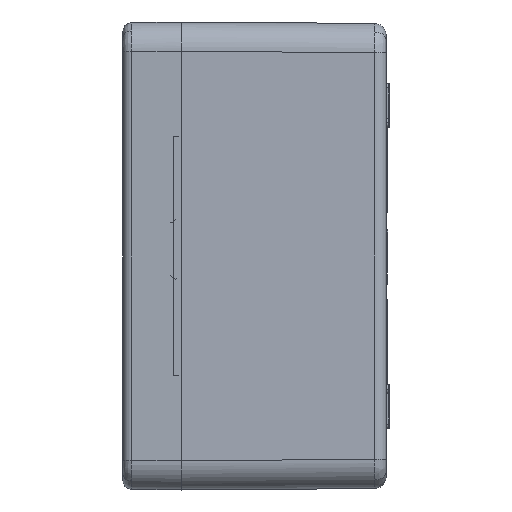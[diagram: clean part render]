
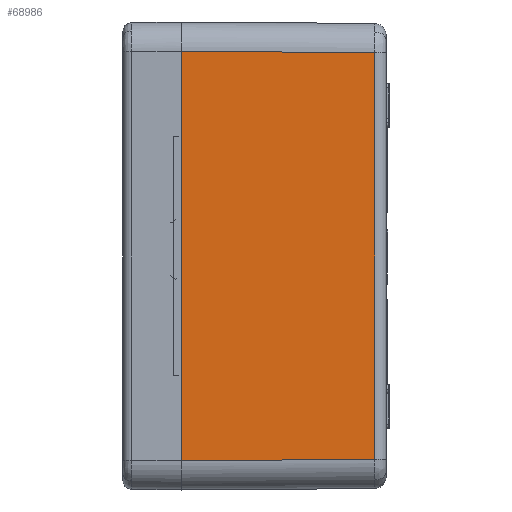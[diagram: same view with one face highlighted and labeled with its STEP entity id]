
A CAD part, left-side view. The second image highlights one B-rep face of the part: STEP entity #68986.
In plain terms, the highlighted planar face has unit normal (-1, -0.007, 0).
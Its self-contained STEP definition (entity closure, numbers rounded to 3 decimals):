
#213 = FACE_OUTER_BOUND ( 'NONE', #48052, .T. ) ;
#2763 = LINE ( 'NONE', #18970, #49191 ) ;
#3512 = CARTESIAN_POINT ( 'NONE',  ( -279.522, -66.528, 69.522 ) ) ;
#7032 = VECTOR ( 'NONE', #57876, 1000. ) ;
#7341 = DIRECTION ( 'NONE',  ( 0.007, -1., 0.007 ) ) ;
#8023 = CARTESIAN_POINT ( 'NONE',  ( -279.983, -0.5, -69.983 ) ) ;
#10031 = LINE ( 'NONE', #21688, #68416 ) ;
#12334 = CARTESIAN_POINT ( 'NONE',  ( -280., 2., -80. ) ) ;
#12396 = VERTEX_POINT ( 'NONE', #44453 ) ;
#16938 = ORIENTED_EDGE ( 'NONE', *, *, #34019, .F. ) ;
#17020 = CARTESIAN_POINT ( 'NONE',  ( -279.983, -0.5, -80. ) ) ;
#18105 = ORIENTED_EDGE ( 'NONE', *, *, #65680, .T. ) ;
#18816 = VERTEX_POINT ( 'NONE', #3512 ) ;
#18970 = CARTESIAN_POINT ( 'NONE',  ( -280., 2.07, -70.001 ) ) ;
#20293 = AXIS2_PLACEMENT_3D ( 'NONE', #12334, #23549, #64884 ) ;
#21444 = LINE ( 'NONE', #58325, #33244 ) ;
#21688 = CARTESIAN_POINT ( 'NONE',  ( -279.993, 0.953, 69.993 ) ) ;
#23549 = DIRECTION ( 'NONE',  ( -1., -0.007, 0. ) ) ;
#27481 = CARTESIAN_POINT ( 'NONE',  ( -279.522, -66.528, -69.522 ) ) ;
#33244 = VECTOR ( 'NONE', #70051, 1000. ) ;
#34019 = EDGE_CURVE ( 'NONE', #40723, #12396, #34281, .T. ) ;
#34281 = LINE ( 'NONE', #17020, #7032 ) ;
#40723 = VERTEX_POINT ( 'NONE', #8023 ) ;
#42857 = ORIENTED_EDGE ( 'NONE', *, *, #47143, .T. ) ;
#43079 = EDGE_CURVE ( 'NONE', #57491, #18816, #21444, .T. ) ;
#44453 = CARTESIAN_POINT ( 'NONE',  ( -279.983, -0.5, 69.983 ) ) ;
#47143 = EDGE_CURVE ( 'NONE', #18816, #12396, #10031, .T. ) ;
#48052 = EDGE_LOOP ( 'NONE', ( #18105, #56555, #42857, #16938 ) ) ;
#49191 = VECTOR ( 'NONE', #7341, 1000. ) ;
#50748 = DIRECTION ( 'NONE',  ( -0.007, 1., 0.007 ) ) ;
#56555 = ORIENTED_EDGE ( 'NONE', *, *, #43079, .T. ) ;
#57491 = VERTEX_POINT ( 'NONE', #27481 ) ;
#57876 = DIRECTION ( 'NONE',  ( 0., 0., 1. ) ) ;
#58325 = CARTESIAN_POINT ( 'NONE',  ( -279.522, -66.528, 69.494 ) ) ;
#59008 = PLANE ( 'NONE',  #20293 ) ;
#64884 = DIRECTION ( 'NONE',  ( 0.007, -1., 0. ) ) ;
#65680 = EDGE_CURVE ( 'NONE', #40723, #57491, #2763, .T. ) ;
#68416 = VECTOR ( 'NONE', #50748, 1000. ) ;
#68986 = ADVANCED_FACE ( 'NONE', ( #213 ), #59008, .T. ) ;
#70051 = DIRECTION ( 'NONE',  ( 0., 0., 1. ) ) ;
